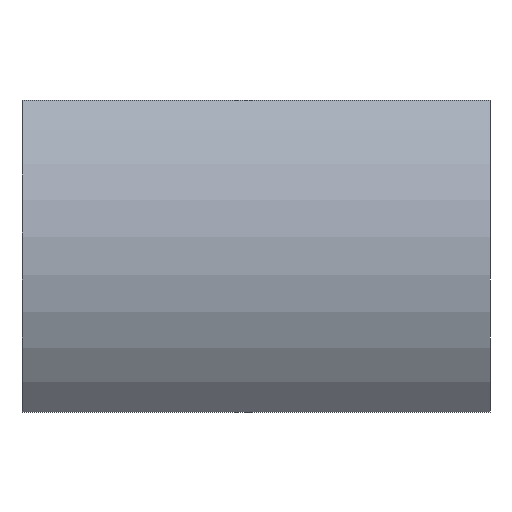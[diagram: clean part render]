
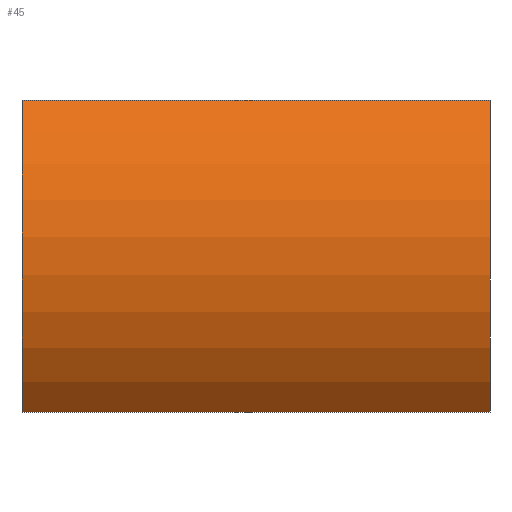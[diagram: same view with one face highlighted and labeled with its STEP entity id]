
A CAD part, left-side view. The second image highlights one B-rep face of the part: STEP entity #45.
In plain terms, the highlighted cylindrical face has radius 3 mm (diameter 6 mm), a partial arc.
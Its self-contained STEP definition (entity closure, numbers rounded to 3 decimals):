
#2 = DIRECTION ( 'NONE',  ( 0., 1., 0. ) ) ;
#6 = DIRECTION ( 'NONE',  ( 0., 0., -1. ) ) ;
#9 = CARTESIAN_POINT ( 'NONE',  ( 0.2, 6., 2. ) ) ;
#10 = DIRECTION ( 'NONE',  ( 0., -1., 0. ) ) ;
#15 = CARTESIAN_POINT ( 'NONE',  ( -2.036, 6., 4. ) ) ;
#16 = ORIENTED_EDGE ( 'NONE', *, *, #75, .F. ) ;
#26 = AXIS2_PLACEMENT_3D ( 'NONE', #149, #2, #197 ) ;
#30 = EDGE_LOOP ( 'NONE', ( #114, #187, #16, #175 ) ) ;
#44 = CYLINDRICAL_SURFACE ( 'NONE', #71, 3. ) ;
#45 = ADVANCED_FACE ( 'NONE', ( #178 ), #44, .T. ) ;
#52 = LINE ( 'NONE', #15, #113 ) ;
#57 = DIRECTION ( 'NONE',  ( 0., 0., 1. ) ) ;
#58 = DIRECTION ( 'NONE',  ( 0., 1., 0. ) ) ;
#59 = CARTESIAN_POINT ( 'NONE',  ( 0.2, 6., 2. ) ) ;
#68 = CARTESIAN_POINT ( 'NONE',  ( -2.036, 6., 0. ) ) ;
#71 = AXIS2_PLACEMENT_3D ( 'NONE', #59, #204, #6 ) ;
#75 = EDGE_CURVE ( 'NONE', #162, #133, #130, .T. ) ;
#76 = CARTESIAN_POINT ( 'NONE',  ( -2.036, 6., 0. ) ) ;
#88 = CARTESIAN_POINT ( 'NONE',  ( -2.036, 0., 4. ) ) ;
#109 = DIRECTION ( 'NONE',  ( 0., -1., 0. ) ) ;
#112 = LINE ( 'NONE', #76, #138 ) ;
#113 = VECTOR ( 'NONE', #109, 1000. ) ;
#114 = ORIENTED_EDGE ( 'NONE', *, *, #190, .T. ) ;
#116 = CARTESIAN_POINT ( 'NONE',  ( -2.036, 0., 0. ) ) ;
#122 = VERTEX_POINT ( 'NONE', #116 ) ;
#130 = CIRCLE ( 'NONE', #195, 3. ) ;
#133 = VERTEX_POINT ( 'NONE', #203 ) ;
#138 = VECTOR ( 'NONE', #10, 1000. ) ;
#141 = VERTEX_POINT ( 'NONE', #88 ) ;
#149 = CARTESIAN_POINT ( 'NONE',  ( 0.2, 0., 2. ) ) ;
#152 = CIRCLE ( 'NONE', #26, 3. ) ;
#157 = EDGE_CURVE ( 'NONE', #133, #141, #52, .T. ) ;
#162 = VERTEX_POINT ( 'NONE', #68 ) ;
#168 = EDGE_CURVE ( 'NONE', #162, #122, #112, .T. ) ;
#175 = ORIENTED_EDGE ( 'NONE', *, *, #168, .T. ) ;
#178 = FACE_OUTER_BOUND ( 'NONE', #30, .T. ) ;
#187 = ORIENTED_EDGE ( 'NONE', *, *, #157, .F. ) ;
#190 = EDGE_CURVE ( 'NONE', #122, #141, #152, .T. ) ;
#195 = AXIS2_PLACEMENT_3D ( 'NONE', #9, #58, #57 ) ;
#197 = DIRECTION ( 'NONE',  ( 0., 0., 1. ) ) ;
#203 = CARTESIAN_POINT ( 'NONE',  ( -2.036, 6., 4. ) ) ;
#204 = DIRECTION ( 'NONE',  ( 0., -1., 0. ) ) ;
